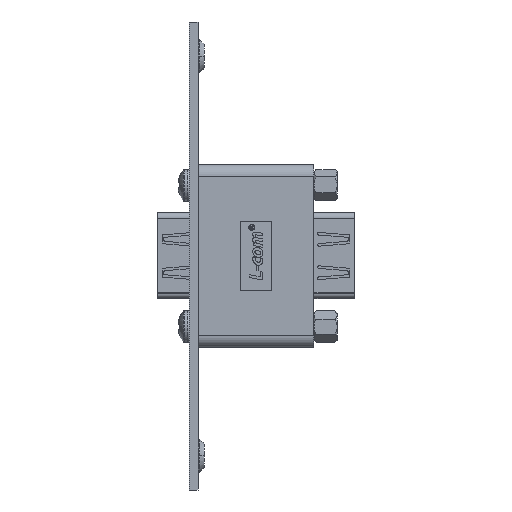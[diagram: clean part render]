
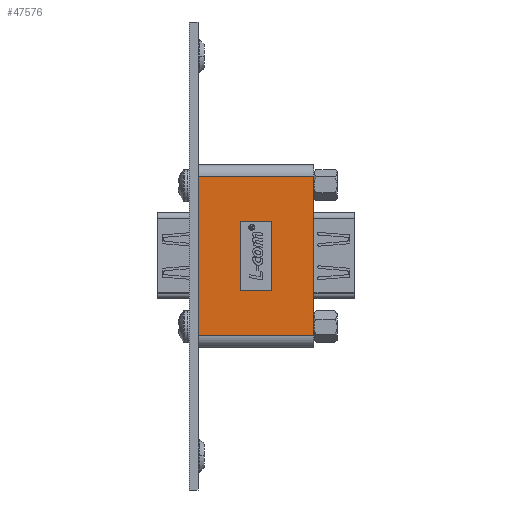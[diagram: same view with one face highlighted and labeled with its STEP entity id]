
A CAD part, left-side view. The second image highlights one B-rep face of the part: STEP entity #47576.
In plain terms, the highlighted face is planar.
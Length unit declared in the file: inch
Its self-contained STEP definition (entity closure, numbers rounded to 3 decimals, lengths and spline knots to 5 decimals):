
#602 = DIRECTION ( 'NONE',  ( 0., 0., 1. ) ) ;
#3133 = EDGE_CURVE ( 'NONE', #58469, #47571, #22814, .T. ) ;
#3186 = CARTESIAN_POINT ( 'NONE',  ( 0.55126, 0.4, -0.25 ) ) ;
#4793 = EDGE_CURVE ( 'NONE', #67331, #47571, #9466, .T. ) ;
#5285 = AXIS2_PLACEMENT_3D ( 'NONE', #26687, #602, #37042 ) ;
#8285 = EDGE_CURVE ( 'NONE', #9980, #11501, #15213, .T. ) ;
#8428 = EDGE_LOOP ( 'NONE', ( #54916, #37904, #37068, #59061 ) ) ;
#8456 = DIRECTION ( 'NONE',  ( 0., 1., 0. ) ) ;
#9466 = LINE ( 'NONE', #63014, #63120 ) ;
#9980 = VERTEX_POINT ( 'NONE', #52456 ) ;
#10004 = VECTOR ( 'NONE', #62746, 39.37008 ) ;
#11053 = DIRECTION ( 'NONE',  ( -1., 0., 0. ) ) ;
#11189 = CARTESIAN_POINT ( 'NONE',  ( -0.55126, -0.4, -0.25 ) ) ;
#11351 = VERTEX_POINT ( 'NONE', #35322 ) ;
#11501 = VERTEX_POINT ( 'NONE', #42796 ) ;
#13879 = DIRECTION ( 'NONE',  ( 1., 0., 0. ) ) ;
#15213 = LINE ( 'NONE', #59799, #28972 ) ;
#16240 = PLANE ( 'NONE',  #5285 ) ;
#16506 = CARTESIAN_POINT ( 'NONE',  ( 0.55126, 0.4, -0.25 ) ) ;
#17405 = VECTOR ( 'NONE', #52710, 39.37008 ) ;
#19229 = FACE_OUTER_BOUND ( 'NONE', #8428, .T. ) ;
#20464 = EDGE_CURVE ( 'NONE', #66987, #67331, #51636, .T. ) ;
#21213 = VECTOR ( 'NONE', #34828, 39.37008 ) ;
#21333 = CARTESIAN_POINT ( 'NONE',  ( 0.24, 0.11, -0.25 ) ) ;
#22814 = LINE ( 'NONE', #29668, #21213 ) ;
#23441 = CARTESIAN_POINT ( 'NONE',  ( -0.24, 0.11, -0.25 ) ) ;
#23605 = DIRECTION ( 'NONE',  ( -1., 0., 0. ) ) ;
#24386 = VECTOR ( 'NONE', #13879, 39.37008 ) ;
#24515 = VERTEX_POINT ( 'NONE', #23441 ) ;
#25045 = ORIENTED_EDGE ( 'NONE', *, *, #46622, .F. ) ;
#26687 = CARTESIAN_POINT ( 'NONE',  ( -0.63, 0.4, -0.25 ) ) ;
#26782 = DIRECTION ( 'NONE',  ( 0., 1., 0. ) ) ;
#28972 = VECTOR ( 'NONE', #23605, 39.37008 ) ;
#29668 = CARTESIAN_POINT ( 'NONE',  ( -0.63, 0.4, -0.25 ) ) ;
#31570 = VECTOR ( 'NONE', #8456, 39.37008 ) ;
#31729 = CARTESIAN_POINT ( 'NONE',  ( -0.63, -0.4, -0.25 ) ) ;
#32264 = LINE ( 'NONE', #44784, #31570 ) ;
#33090 = ORIENTED_EDGE ( 'NONE', *, *, #8285, .F. ) ;
#34450 = CARTESIAN_POINT ( 'NONE',  ( -0.24, 0.11, -0.25 ) ) ;
#34828 = DIRECTION ( 'NONE',  ( -1., 0., 0. ) ) ;
#35322 = CARTESIAN_POINT ( 'NONE',  ( 0.24, 0.11, -0.25 ) ) ;
#36229 = EDGE_CURVE ( 'NONE', #11501, #24515, #32264, .T. ) ;
#37042 = DIRECTION ( 'NONE',  ( 1., 0., 0. ) ) ;
#37068 = ORIENTED_EDGE ( 'NONE', *, *, #20464, .T. ) ;
#37843 = VECTOR ( 'NONE', #11053, 39.37008 ) ;
#37904 = ORIENTED_EDGE ( 'NONE', *, *, #60571, .T. ) ;
#38102 = LINE ( 'NONE', #34450, #24386 ) ;
#40249 = CARTESIAN_POINT ( 'NONE',  ( 0.55126, -0.4, -0.25 ) ) ;
#42796 = CARTESIAN_POINT ( 'NONE',  ( -0.24, -0.11, -0.25 ) ) ;
#43290 = LINE ( 'NONE', #16506, #17405 ) ;
#44784 = CARTESIAN_POINT ( 'NONE',  ( -0.24, 0.11, -0.25 ) ) ;
#46504 = EDGE_LOOP ( 'NONE', ( #58839, #48120, #33090, #25045 ) ) ;
#46622 = EDGE_CURVE ( 'NONE', #11351, #9980, #65259, .T. ) ;
#46697 = FACE_BOUND ( 'NONE', #46504, .T. ) ;
#47571 = VERTEX_POINT ( 'NONE', #57697 ) ;
#47576 = ADVANCED_FACE ( 'NONE', ( #46697, #19229 ), #16240, .F. ) ;
#48120 = ORIENTED_EDGE ( 'NONE', *, *, #36229, .F. ) ;
#51636 = LINE ( 'NONE', #31729, #37843 ) ;
#52456 = CARTESIAN_POINT ( 'NONE',  ( 0.24, -0.11, -0.25 ) ) ;
#52710 = DIRECTION ( 'NONE',  ( 0., -1., 0. ) ) ;
#54916 = ORIENTED_EDGE ( 'NONE', *, *, #3133, .F. ) ;
#57697 = CARTESIAN_POINT ( 'NONE',  ( -0.55126, 0.4, -0.25 ) ) ;
#58469 = VERTEX_POINT ( 'NONE', #3186 ) ;
#58839 = ORIENTED_EDGE ( 'NONE', *, *, #63196, .F. ) ;
#59061 = ORIENTED_EDGE ( 'NONE', *, *, #4793, .T. ) ;
#59799 = CARTESIAN_POINT ( 'NONE',  ( -0.24, -0.11, -0.25 ) ) ;
#60571 = EDGE_CURVE ( 'NONE', #58469, #66987, #43290, .T. ) ;
#62746 = DIRECTION ( 'NONE',  ( 0., -1., 0. ) ) ;
#63014 = CARTESIAN_POINT ( 'NONE',  ( -0.55126, 0.4, -0.25 ) ) ;
#63120 = VECTOR ( 'NONE', #26782, 39.37008 ) ;
#63196 = EDGE_CURVE ( 'NONE', #24515, #11351, #38102, .T. ) ;
#65259 = LINE ( 'NONE', #21333, #10004 ) ;
#66987 = VERTEX_POINT ( 'NONE', #40249 ) ;
#67331 = VERTEX_POINT ( 'NONE', #11189 ) ;
